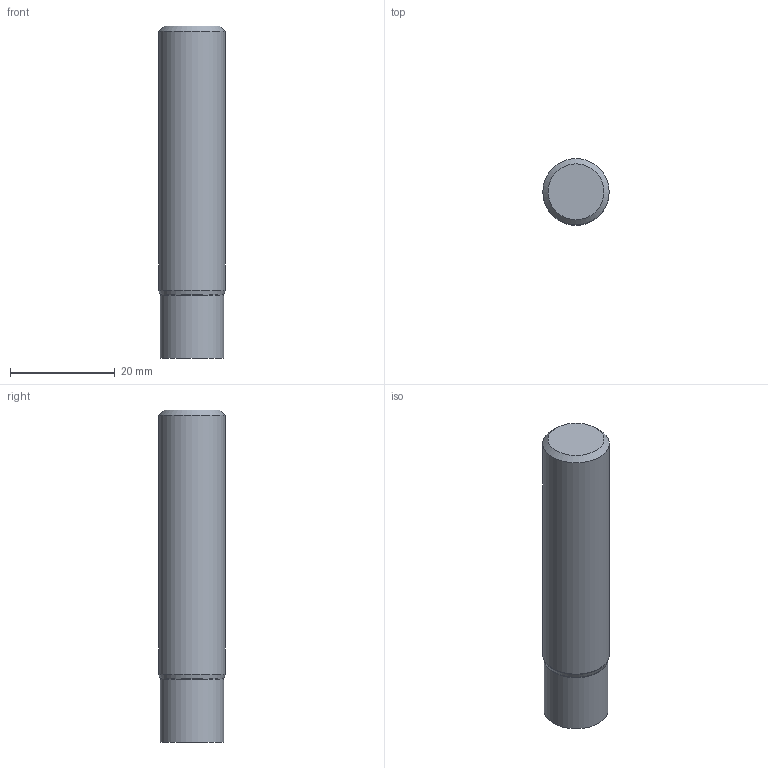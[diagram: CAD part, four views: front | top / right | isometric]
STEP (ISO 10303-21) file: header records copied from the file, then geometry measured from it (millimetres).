
FILE_DESCRIPTION(/* description */ (''),/* implementation_level */ '2;1');
FILE_NAME(/* name */ 'XE12.500E2-2.50-00.0S_Basic.stp',/* time_stamp */ '2022-07-29T16:40:04+05:00',/* author */ (''),/* organization */ (''),/* preprocessor_version */ 'ST-DEVELOPER v16.7',/* originating_system */ 'SIEMENS PLM Software NX 12.0',/* authorisation */ '');
FILE_SCHEMA (('AUTOMOTIVE_DESIGN { 1 0 10303 214 3 1 1 1 }'));
Length unit declared in the file: millimetre
Products named in the file (1): inco4FC439F6rx4i
Bounding box: 12.69 x 12.69 x 63.5 mm (x, y, z)
Volume: 7212.5 mm3; surface area: 3084.1 mm2
Topology: 1 solids, 1 shells, 27 faces, 63 edges, 41 vertices
Faces by surface type: cone 9, torus 6, bspline 5, cylinder 4, plane 3
Full cylindrical faces by diameter (mm): 5.55 x1, 9.26 x1, 12.2 x1, 12.694 x1
Entity records: 3579 total; most frequent: CARTESIAN_POINT 3046, DIRECTION 88, ORIENTED_EDGE 84, AXIS2_PLACEMENT_3D 44, EDGE_CURVE 42, EDGE_LOOP 41, VERTEX_POINT 34, FACE_BOUND 32
